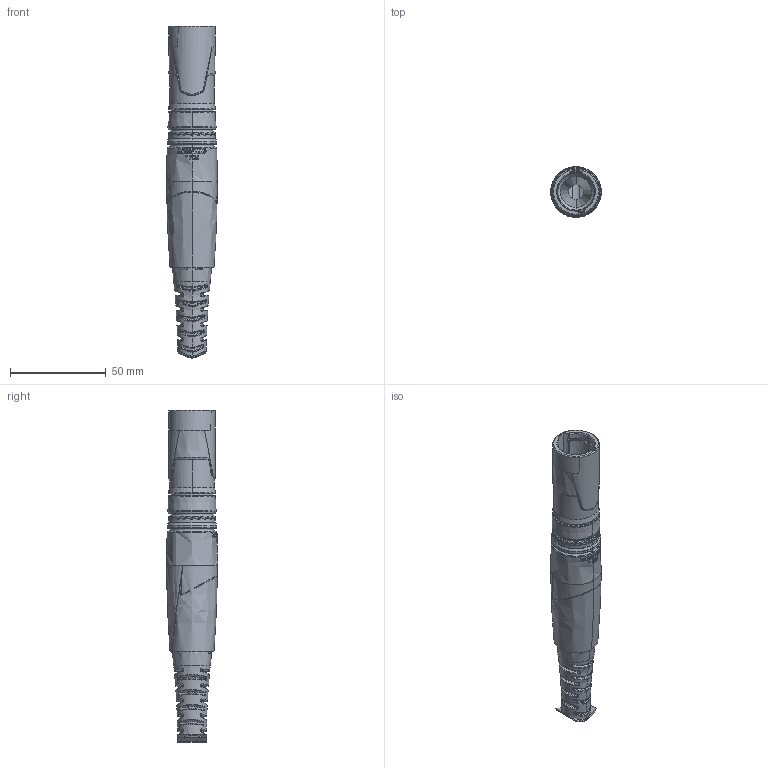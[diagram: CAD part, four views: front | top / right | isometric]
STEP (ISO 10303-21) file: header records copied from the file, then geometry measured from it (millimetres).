
FILE_DESCRIPTION((''),'2;1');
FILE_NAME('D-NO2SFX-XP','2020-11-04T15:42:44',('man'),(''),'CREO PARAMETRIC BY PTC INC, 2019080','CREO PARAMETRIC BY PTC INC, 2019080','');
FILE_SCHEMA(('CONFIG_CONTROL_DESIGN'));
Products named in the file (1): D-NO2SFX-XP
Bounding box: 26.5 x 26.5 x 173.8 mm (x, y, z)
Volume: 35273 mm3; surface area: 27071.9 mm2
Topology: 1 solids, 5 shells, 2705 faces, 6774 edges, 4209 vertices
Faces by surface type: plane 839, bspline 775, extrusion 522, cylinder 261, sphere 148, torus 102, cone 58
Entity records: 113346 total; most frequent: CARTESIAN_POINT 57081, ORIENTED_EDGE 13522, DIRECTION 8588, EDGE_CURVE 6774, VERTEX_POINT 4209, B_SPLINE_CURVE_WITH_KNOTS 3792, AXIS2_PLACEMENT_3D 3153, EDGE_LOOP 2843
